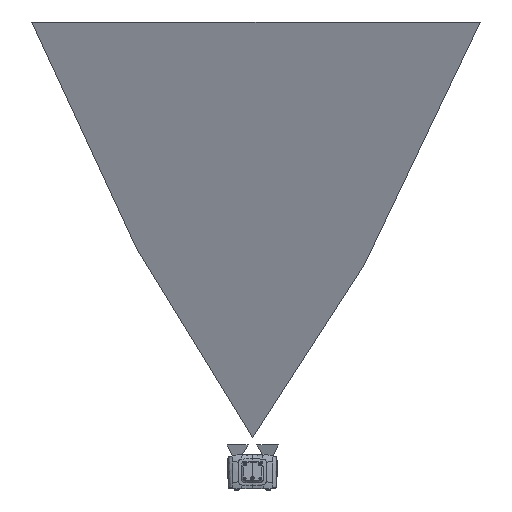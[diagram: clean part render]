
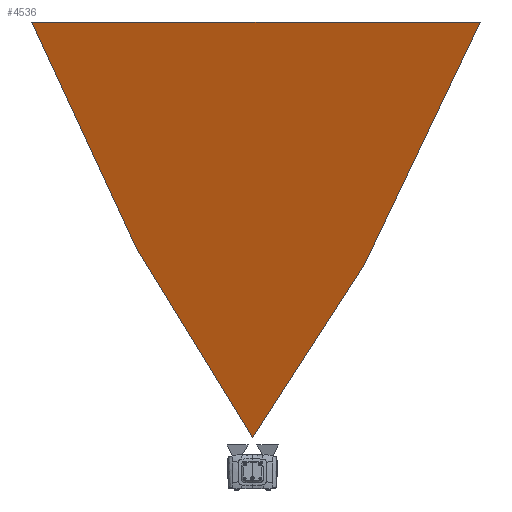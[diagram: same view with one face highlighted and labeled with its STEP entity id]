
A CAD part, front view. The second image highlights one B-rep face of the part: STEP entity #4536.
In plain terms, the highlighted planar face has unit normal (-0.021, -0.955, -0.295).
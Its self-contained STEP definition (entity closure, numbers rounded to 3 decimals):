
#894 = LINE ( 'NONE', #21794, #21678 ) ;
#1196 = EDGE_CURVE ( 'NONE', #21432, #17646, #15946, .T. ) ;
#1306 = EDGE_CURVE ( 'NONE', #24562, #8315, #12580, .T. ) ;
#1748 = AXIS2_PLACEMENT_3D ( 'NONE', #4923, #10868, #18229 ) ;
#3006 = CARTESIAN_POINT ( 'NONE',  ( 379.901, -218.032, 662.731 ) ) ;
#4504 = ORIENTED_EDGE ( 'NONE', *, *, #17731, .T. ) ;
#4536 = ADVANCED_FACE ( 'NONE', ( #5399 ), #16473, .T. ) ;
#4923 = CARTESIAN_POINT ( 'NONE',  ( -0.108, -5.032, -1.551 ) ) ;
#5399 = FACE_OUTER_BOUND ( 'NONE', #13620, .T. ) ;
#8315 = VERTEX_POINT ( 'NONE', #3006 ) ;
#8474 = DIRECTION ( 'NONE',  ( -1., 0.022, 0. ) ) ;
#8722 = LINE ( 'NONE', #21674, #12147 ) ;
#9296 = VECTOR ( 'NONE', #16790, 1000. ) ;
#9663 = CARTESIAN_POINT ( 'NONE',  ( -27.864, -14.062, 29.679 ) ) ;
#9755 = VECTOR ( 'NONE', #18909, 1000. ) ;
#9947 = ORIENTED_EDGE ( 'NONE', *, *, #1306, .T. ) ;
#10431 = CARTESIAN_POINT ( 'NONE',  ( 0.666, -28.333, 73.972 ) ) ;
#10821 = CARTESIAN_POINT ( 'NONE',  ( 37.182, 10.658, -55.05 ) ) ;
#10868 = DIRECTION ( 'NONE',  ( -0.021, -0.955, -0.295 ) ) ;
#12147 = VECTOR ( 'NONE', #8474, 1000. ) ;
#12417 = EDGE_CURVE ( 'NONE', #21432, #24562, #894, .T. ) ;
#12580 = LINE ( 'NONE', #9663, #9296 ) ;
#13620 = EDGE_LOOP ( 'NONE', ( #23008, #9947, #20688, #4504, #22624 ) ) ;
#14086 = CARTESIAN_POINT ( 'NONE',  ( -77.742, -14.062, 33.167 ) ) ;
#14477 = VECTOR ( 'NONE', #20066, 1000. ) ;
#15946 = LINE ( 'NONE', #14086, #14477 ) ;
#16304 = DIRECTION ( 'NONE',  ( 0.507, 0.244, -0.827 ) ) ;
#16473 = PLANE ( 'NONE',  #1748 ) ;
#16682 = EDGE_CURVE ( 'NONE', #8315, #22404, #18779, .T. ) ;
#16790 = DIRECTION ( 'NONE',  ( 0.523, -0.261, 0.811 ) ) ;
#17125 = CARTESIAN_POINT ( 'NONE',  ( -392.865, -217.664, 715.575 ) ) ;
#17646 = VERTEX_POINT ( 'NONE', #20058 ) ;
#17731 = EDGE_CURVE ( 'NONE', #22404, #17646, #8722, .T. ) ;
#18229 = DIRECTION ( 'NONE',  ( 0., 0.295, -0.956 ) ) ;
#18779 = LINE ( 'NONE', #10821, #9755 ) ;
#18909 = DIRECTION ( 'NONE',  ( 0.414, -0.276, 0.867 ) ) ;
#20058 = CARTESIAN_POINT ( 'NONE',  ( -747.72, -446.936, 1484.022 ) ) ;
#20066 = DIRECTION ( 'NONE',  ( -0.405, -0.261, 0.876 ) ) ;
#20169 = CARTESIAN_POINT ( 'NONE',  ( 772.044, -479.701, 1484.022 ) ) ;
#20688 = ORIENTED_EDGE ( 'NONE', *, *, #16682, .T. ) ;
#21432 = VERTEX_POINT ( 'NONE', #17125 ) ;
#21674 = CARTESIAN_POINT ( 'NONE',  ( -747.72, -446.936, 1484.022 ) ) ;
#21678 = VECTOR ( 'NONE', #16304, 1000. ) ;
#21794 = CARTESIAN_POINT ( 'NONE',  ( 26.468, -15.92, 31.904 ) ) ;
#22404 = VERTEX_POINT ( 'NONE', #20169 ) ;
#22624 = ORIENTED_EDGE ( 'NONE', *, *, #1196, .F. ) ;
#23008 = ORIENTED_EDGE ( 'NONE', *, *, #12417, .T. ) ;
#24562 = VERTEX_POINT ( 'NONE', #10431 ) ;
